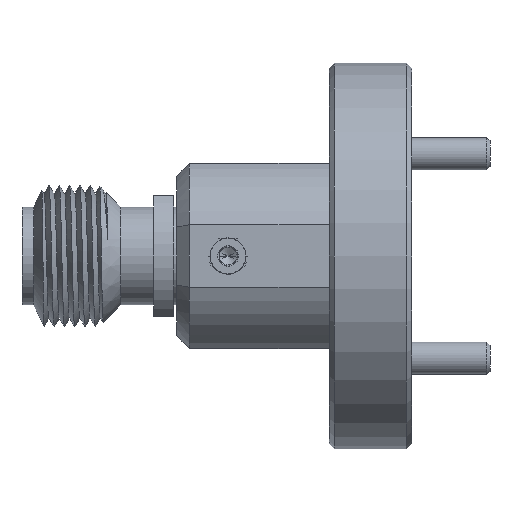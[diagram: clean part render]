
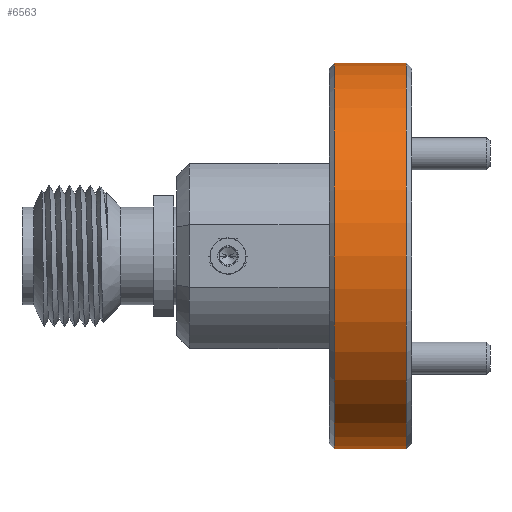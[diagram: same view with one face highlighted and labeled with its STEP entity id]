
A CAD part, front view. The second image highlights one B-rep face of the part: STEP entity #6563.
In plain terms, the highlighted cylindrical face has radius 9.525 mm (diameter 19.05 mm), a partial arc.
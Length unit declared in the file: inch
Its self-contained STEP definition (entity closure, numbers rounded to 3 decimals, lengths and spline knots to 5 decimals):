
#861 = DIRECTION ( 'NONE',  ( -1., 0., 0. ) ) ;
#912 = DIRECTION ( 'NONE',  ( -1., 0., 0. ) ) ;
#1196 = CARTESIAN_POINT ( 'NONE',  ( 0.01, 0., 0. ) ) ;
#1253 = ORIENTED_EDGE ( 'NONE', *, *, #2314, .T. ) ;
#1293 = VERTEX_POINT ( 'NONE', #7074 ) ;
#1330 = FACE_OUTER_BOUND ( 'NONE', #9731, .T. ) ;
#1607 = CARTESIAN_POINT ( 'NONE',  ( 0.15, 0., -0.375 ) ) ;
#2118 = CYLINDRICAL_SURFACE ( 'NONE', #3387, 0.375 ) ;
#2150 = DIRECTION ( 'NONE',  ( -1., 0., 0. ) ) ;
#2314 = EDGE_CURVE ( 'NONE', #2316, #9295, #4553, .T. ) ;
#2316 = VERTEX_POINT ( 'NONE', #1607 ) ;
#2960 = EDGE_CURVE ( 'NONE', #2316, #1293, #7318, .T. ) ;
#2964 = DIRECTION ( 'NONE',  ( 0., 0., -1. ) ) ;
#3018 = VERTEX_POINT ( 'NONE', #4034 ) ;
#3036 = CIRCLE ( 'NONE', #9533, 0.375 ) ;
#3350 = DIRECTION ( 'NONE',  ( 0., 0., 1. ) ) ;
#3387 = AXIS2_PLACEMENT_3D ( 'NONE', #10093, #912, #3350 ) ;
#3746 = DIRECTION ( 'NONE',  ( 1., 0., 0. ) ) ;
#3815 = CARTESIAN_POINT ( 'NONE',  ( -0.69298, 0., -0.375 ) ) ;
#4034 = CARTESIAN_POINT ( 'NONE',  ( 0.01, 0., 0.375 ) ) ;
#4116 = CARTESIAN_POINT ( 'NONE',  ( -0.69298, 0., 0.375 ) ) ;
#4553 = CIRCLE ( 'NONE', #9291, 0.375 ) ;
#4889 = VECTOR ( 'NONE', #861, 39.37008 ) ;
#5778 = DIRECTION ( 'NONE',  ( 0., 0., -1. ) ) ;
#6033 = EDGE_CURVE ( 'NONE', #9295, #3018, #8013, .T. ) ;
#6357 = ORIENTED_EDGE ( 'NONE', *, *, #6033, .T. ) ;
#6367 = EDGE_CURVE ( 'NONE', #3018, #1293, #3036, .T. ) ;
#6563 = ADVANCED_FACE ( 'NONE', ( #1330 ), #2118, .T. ) ;
#7074 = CARTESIAN_POINT ( 'NONE',  ( 0.01, 0., -0.375 ) ) ;
#7318 = LINE ( 'NONE', #3815, #9245 ) ;
#8013 = LINE ( 'NONE', #4116, #4889 ) ;
#8329 = ORIENTED_EDGE ( 'NONE', *, *, #2960, .F. ) ;
#8812 = ORIENTED_EDGE ( 'NONE', *, *, #6367, .T. ) ;
#9121 = CARTESIAN_POINT ( 'NONE',  ( 0.15, 0., 0. ) ) ;
#9245 = VECTOR ( 'NONE', #2150, 39.37008 ) ;
#9291 = AXIS2_PLACEMENT_3D ( 'NONE', #9121, #10748, #5778 ) ;
#9295 = VERTEX_POINT ( 'NONE', #10172 ) ;
#9533 = AXIS2_PLACEMENT_3D ( 'NONE', #1196, #3746, #2964 ) ;
#9731 = EDGE_LOOP ( 'NONE', ( #8329, #1253, #6357, #8812 ) ) ;
#10093 = CARTESIAN_POINT ( 'NONE',  ( -0.69298, 0., 0. ) ) ;
#10172 = CARTESIAN_POINT ( 'NONE',  ( 0.15, 0., 0.375 ) ) ;
#10748 = DIRECTION ( 'NONE',  ( -1., 0., 0. ) ) ;
